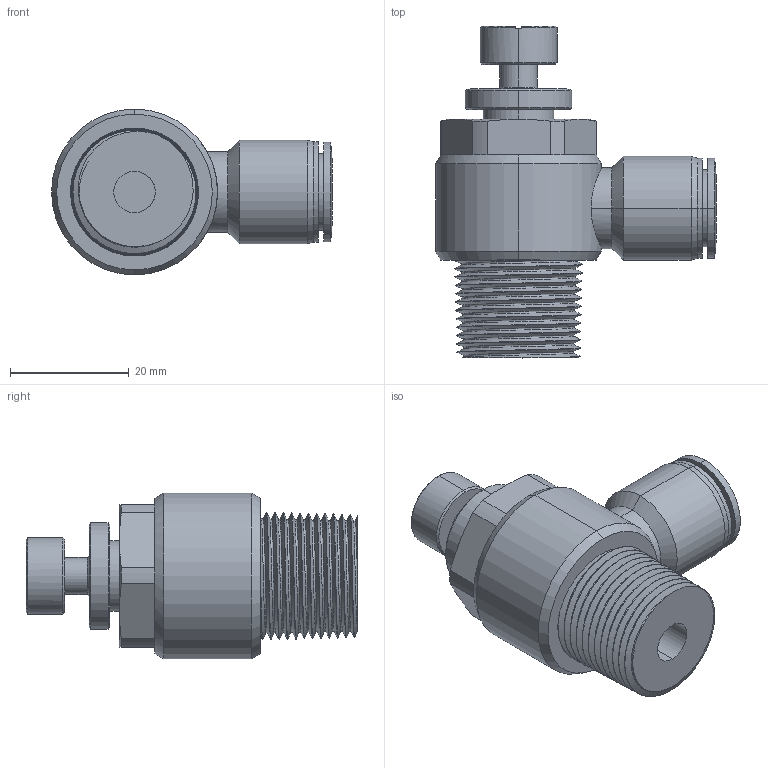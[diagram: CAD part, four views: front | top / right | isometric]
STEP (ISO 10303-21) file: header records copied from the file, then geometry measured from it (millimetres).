
FILE_DESCRIPTION (( 'STEP AP214' ), '1' );
FILE_NAME ('FVS10M-12R.STEP', '2018-05-09T13:28:21', ( '' ), ( '' ), 'SwSTEP 2.0', 'SolidWorks 2017', '' );
FILE_SCHEMA (( 'AUTOMOTIVE_DESIGN' ));
Length unit declared in the file: millimetre
Products named in the file (1): FVS10M-12R
Bounding box: 47.4 x 56 x 28 mm (x, y, z)
Volume: 21959.5 mm3; surface area: 9148.5 mm2
Topology: 1 solids, 1 shells, 109 faces, 257 edges, 158 vertices
Faces by surface type: cone 46, cylinder 33, plane 27, bspline 3
Entity records: 10859 total; most frequent: CARTESIAN_POINT 8073, ORIENTED_EDGE 514, DIRECTION 487, EDGE_CURVE 257, AXIS2_PLACEMENT_3D 195, VERTEX_POINT 158, EDGE_LOOP 119, ADVANCED_FACE 109
